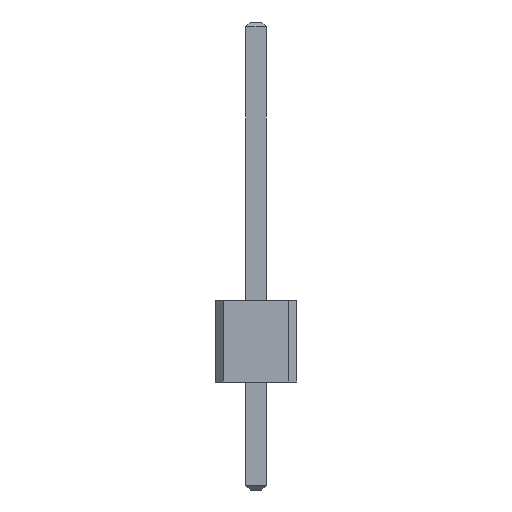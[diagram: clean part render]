
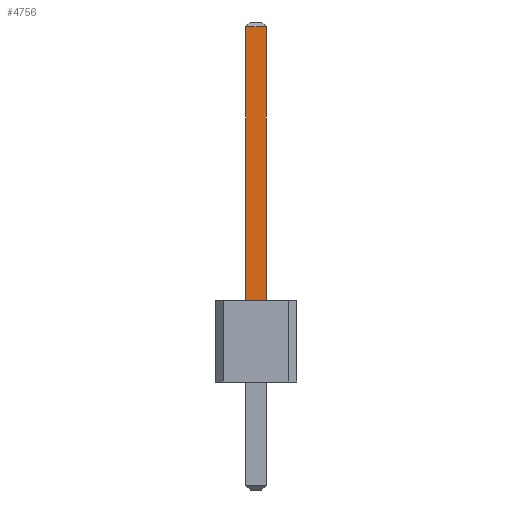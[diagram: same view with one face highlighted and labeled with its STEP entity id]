
A CAD part, front view. The second image highlights one B-rep face of the part: STEP entity #4756.
In plain terms, the highlighted face is planar.
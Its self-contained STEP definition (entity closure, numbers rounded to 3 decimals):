
#111 = PLANE('',#112);
#112 = AXIS2_PLACEMENT_3D('',#113,#114,#115);
#113 = CARTESIAN_POINT('',(5.08,0.,2.5));
#114 = DIRECTION('',(0.,0.,1.));
#115 = DIRECTION('',(1.,0.,0.));
#2311 = VERTEX_POINT('',#2312);
#2312 = CARTESIAN_POINT('',(10.48,-0.32,2.5));
#2327 = PLANE('',#2328);
#2328 = AXIS2_PLACEMENT_3D('',#2329,#2330,#2331);
#2329 = CARTESIAN_POINT('',(9.84,-0.32,-3.3));
#2330 = DIRECTION('',(0.,1.,0.));
#2331 = DIRECTION('',(1.,0.,0.));
#2365 = VERTEX_POINT('',#2366);
#2366 = CARTESIAN_POINT('',(10.48,0.32,2.5));
#2379 = PLANE('',#2380);
#2380 = AXIS2_PLACEMENT_3D('',#2381,#2382,#2383);
#2381 = CARTESIAN_POINT('',(10.48,0.32,-3.3));
#2382 = DIRECTION('',(0.,-1.,0.));
#2383 = DIRECTION('',(-1.,0.,0.));
#2390 = EDGE_CURVE('',#2365,#2311,#2391,.T.);
#2391 = SURFACE_CURVE('',#2392,(#2396,#2402),.PCURVE_S1.);
#2392 = LINE('',#2393,#2394);
#2393 = CARTESIAN_POINT('',(10.48,-0.16,2.5));
#2394 = VECTOR('',#2395,1.);
#2395 = DIRECTION('',(0.,-1.,0.));
#2396 = PCURVE('',#111,#2397);
#2397 = DEFINITIONAL_REPRESENTATION('',(#2398),#2401);
#2398 = B_SPLINE_CURVE_WITH_KNOTS('',1,(#2399,#2400),.UNSPECIFIED.,.F.,
  .F.,(2,2),(-0.544,0.224),.PIECEWISE_BEZIER_KNOTS.);
#2399 = CARTESIAN_POINT('',(5.4,0.384));
#2400 = CARTESIAN_POINT('',(5.4,-0.384));
#2401 = ( GEOMETRIC_REPRESENTATION_CONTEXT(2) 
PARAMETRIC_REPRESENTATION_CONTEXT() REPRESENTATION_CONTEXT('2D SPACE',''
  ) );
#2402 = PCURVE('',#2403,#2408);
#2403 = PLANE('',#2404);
#2404 = AXIS2_PLACEMENT_3D('',#2405,#2406,#2407);
#2405 = CARTESIAN_POINT('',(10.48,-0.32,-3.3));
#2406 = DIRECTION('',(-1.,0.,0.));
#2407 = DIRECTION('',(0.,1.,0.));
#2408 = DEFINITIONAL_REPRESENTATION('',(#2409),#2412);
#2409 = B_SPLINE_CURVE_WITH_KNOTS('',1,(#2410,#2411),.UNSPECIFIED.,.F.,
  .F.,(2,2),(-0.544,0.224),.PIECEWISE_BEZIER_KNOTS.);
#2410 = CARTESIAN_POINT('',(0.704,-5.8));
#2411 = CARTESIAN_POINT('',(-0.064,-5.8));
#2412 = ( GEOMETRIC_REPRESENTATION_CONTEXT(2) 
PARAMETRIC_REPRESENTATION_CONTEXT() REPRESENTATION_CONTEXT('2D SPACE',''
  ) );
#4709 = VERTEX_POINT('',#4710);
#4710 = CARTESIAN_POINT('',(10.48,-0.32,10.85));
#4736 = EDGE_CURVE('',#2311,#4709,#4737,.T.);
#4737 = SURFACE_CURVE('',#4738,(#4742,#4749),.PCURVE_S1.);
#4738 = LINE('',#4739,#4740);
#4739 = CARTESIAN_POINT('',(10.48,-0.32,-3.3));
#4740 = VECTOR('',#4741,1.);
#4741 = DIRECTION('',(0.,0.,1.));
#4742 = PCURVE('',#2327,#4743);
#4743 = DEFINITIONAL_REPRESENTATION('',(#4744),#4748);
#4744 = LINE('',#4745,#4746);
#4745 = CARTESIAN_POINT('',(0.64,0.));
#4746 = VECTOR('',#4747,1.);
#4747 = DIRECTION('',(0.,-1.));
#4748 = ( GEOMETRIC_REPRESENTATION_CONTEXT(2) 
PARAMETRIC_REPRESENTATION_CONTEXT() REPRESENTATION_CONTEXT('2D SPACE',''
  ) );
#4749 = PCURVE('',#2403,#4750);
#4750 = DEFINITIONAL_REPRESENTATION('',(#4751),#4755);
#4751 = LINE('',#4752,#4753);
#4752 = CARTESIAN_POINT('',(0.,0.));
#4753 = VECTOR('',#4754,1.);
#4754 = DIRECTION('',(0.,-1.));
#4755 = ( GEOMETRIC_REPRESENTATION_CONTEXT(2) 
PARAMETRIC_REPRESENTATION_CONTEXT() REPRESENTATION_CONTEXT('2D SPACE',''
  ) );
#4756 = ADVANCED_FACE('',(#4757),#2403,.F.);
#4757 = FACE_BOUND('',#4758,.F.);
#4758 = EDGE_LOOP('',(#4759,#4760,#4761,#4789));
#4759 = ORIENTED_EDGE('',*,*,#2390,.T.);
#4760 = ORIENTED_EDGE('',*,*,#4736,.T.);
#4761 = ORIENTED_EDGE('',*,*,#4762,.T.);
#4762 = EDGE_CURVE('',#4709,#4763,#4765,.T.);
#4763 = VERTEX_POINT('',#4764);
#4764 = CARTESIAN_POINT('',(10.48,0.32,10.85));
#4765 = SURFACE_CURVE('',#4766,(#4770,#4777),.PCURVE_S1.);
#4766 = LINE('',#4767,#4768);
#4767 = CARTESIAN_POINT('',(10.48,-0.32,10.85));
#4768 = VECTOR('',#4769,1.);
#4769 = DIRECTION('',(0.,1.,0.));
#4770 = PCURVE('',#2403,#4771);
#4771 = DEFINITIONAL_REPRESENTATION('',(#4772),#4776);
#4772 = LINE('',#4773,#4774);
#4773 = CARTESIAN_POINT('',(0.,-14.15));
#4774 = VECTOR('',#4775,1.);
#4775 = DIRECTION('',(1.,0.));
#4776 = ( GEOMETRIC_REPRESENTATION_CONTEXT(2) 
PARAMETRIC_REPRESENTATION_CONTEXT() REPRESENTATION_CONTEXT('2D SPACE',''
  ) );
#4777 = PCURVE('',#4778,#4783);
#4778 = PLANE('',#4779);
#4779 = AXIS2_PLACEMENT_3D('',#4780,#4781,#4782);
#4780 = CARTESIAN_POINT('',(10.405,-0.32,10.925));
#4781 = DIRECTION('',(-0.707,0.,-0.707
    ));
#4782 = DIRECTION('',(0.,1.,0.));
#4783 = DEFINITIONAL_REPRESENTATION('',(#4784),#4788);
#4784 = LINE('',#4785,#4786);
#4785 = CARTESIAN_POINT('',(0.,0.106));
#4786 = VECTOR('',#4787,1.);
#4787 = DIRECTION('',(1.,0.));
#4788 = ( GEOMETRIC_REPRESENTATION_CONTEXT(2) 
PARAMETRIC_REPRESENTATION_CONTEXT() REPRESENTATION_CONTEXT('2D SPACE',''
  ) );
#4789 = ORIENTED_EDGE('',*,*,#4790,.F.);
#4790 = EDGE_CURVE('',#2365,#4763,#4791,.T.);
#4791 = SURFACE_CURVE('',#4792,(#4796,#4803),.PCURVE_S1.);
#4792 = LINE('',#4793,#4794);
#4793 = CARTESIAN_POINT('',(10.48,0.32,-3.3));
#4794 = VECTOR('',#4795,1.);
#4795 = DIRECTION('',(0.,0.,1.));
#4796 = PCURVE('',#2403,#4797);
#4797 = DEFINITIONAL_REPRESENTATION('',(#4798),#4802);
#4798 = LINE('',#4799,#4800);
#4799 = CARTESIAN_POINT('',(0.64,0.));
#4800 = VECTOR('',#4801,1.);
#4801 = DIRECTION('',(0.,-1.));
#4802 = ( GEOMETRIC_REPRESENTATION_CONTEXT(2) 
PARAMETRIC_REPRESENTATION_CONTEXT() REPRESENTATION_CONTEXT('2D SPACE',''
  ) );
#4803 = PCURVE('',#2379,#4804);
#4804 = DEFINITIONAL_REPRESENTATION('',(#4805),#4809);
#4805 = LINE('',#4806,#4807);
#4806 = CARTESIAN_POINT('',(0.,-0.));
#4807 = VECTOR('',#4808,1.);
#4808 = DIRECTION('',(0.,-1.));
#4809 = ( GEOMETRIC_REPRESENTATION_CONTEXT(2) 
PARAMETRIC_REPRESENTATION_CONTEXT() REPRESENTATION_CONTEXT('2D SPACE',''
  ) );
